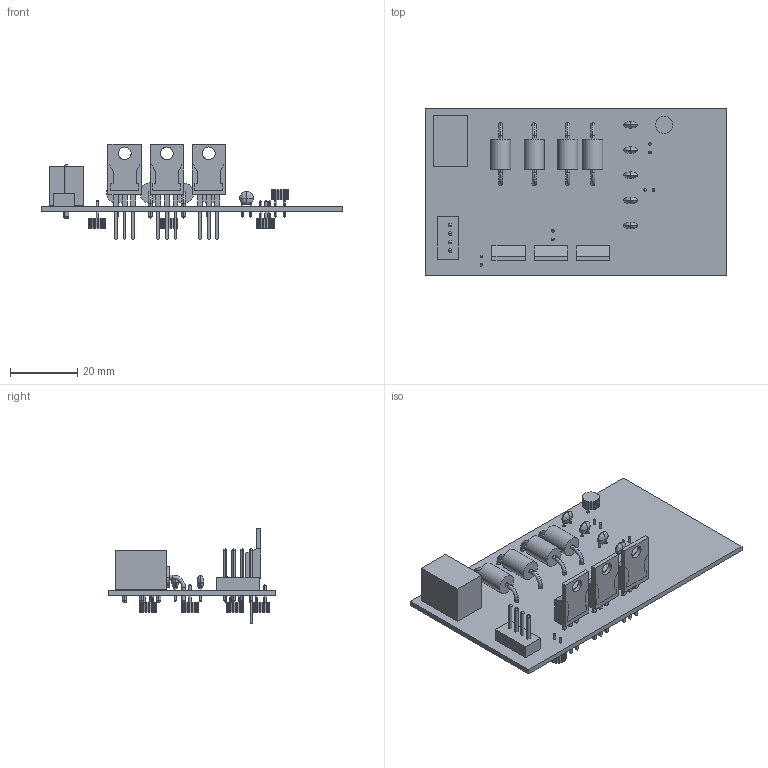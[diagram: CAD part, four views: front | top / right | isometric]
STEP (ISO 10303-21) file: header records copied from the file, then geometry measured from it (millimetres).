
FILE_DESCRIPTION(('PCB Model'),'2;1');
FILE_NAME( 'New Project.STEP', '2019-01-19T05:41:12',('Suraj'),('Unspecified'), 'Open CASCADE STEP processor 6.8','Proteus','Unknown');
FILE_SCHEMA(('CONFIG_CONTROL_DESIGN','SHAPE_APPEARANCE_LAYER_MIM'));
Length unit declared in the file: millimetre
Products named in the file (48): Open CASCADE STEP translator 6.8 1; Layer_1; J1; Open CASCADE STEP translator 6.8 1.2.1; Body_1; Pin_1; Pin_2; Pin_3; J2; Open CASCADE STEP translator 6.8 1.3.1; Pin_4; D1; Open CASCADE STEP translator 6.8 1.4.1; D2; D3; D4; U1; Open CASCADE STEP translator 6.8 1.8.1; U2; Open CASCADE STEP translator 6.8 1.9.1; U3; Open CASCADE STEP translator 6.8 1.10.1; C1; Open CASCADE STEP translator 6.8 1.11.1; C4; C5; C8; C10; C2; Open CASCADE STEP translator 6.8 1.16.1; C3; C6; C7; C9
Assembly tree (60 placements, depth 4):
  Open CASCADE STEP translator 6.8 1
    Layer_1
    J1
      Open CASCADE STEP translator 6.8 1.2.1
        Body_1
        Pin_1
        Pin_2
        Pin_3
    J2
      Open CASCADE STEP translator 6.8 1.3.1
        Body_1
        Pin_1
        Pin_2
        Pin_3
        Pin_4
    D1
      Open CASCADE STEP translator 6.8 1.4.1
        Body_1
        Pin_1
        Pin_2
    D2
      Open CASCADE STEP translator 6.8 1.4.1
        Body_1
        Pin_1
        Pin_2
    D3
      Open CASCADE STEP translator 6.8 1.4.1
        Body_1
        Pin_1
        Pin_2
    D4
      Open CASCADE STEP translator 6.8 1.4.1
        Body_1
        Pin_1
        Pin_2
    U1
      Open CASCADE STEP translator 6.8 1.8.1
        Body_1
    U2
      Open CASCADE STEP translator 6.8 1.9.1
        Body_1
    U3
      Open CASCADE STEP translator 6.8 1.10.1
        Body_1
    C1
      Open CASCADE STEP translator 6.8 1.11.1
        Body_1
        Pin_1
        Pin_2
    C4
      Open CASCADE STEP translator 6.8 1.11.1
        Body_1
        Pin_1
        Pin_2
    C5
      Open CASCADE STEP translator 6.8 1.11.1
        Body_1
        Pin_1
        Pin_2
    C8
Bounding box: 90 x 50 x 28.62 mm (x, y, z)
Volume: 12061.1 mm3; surface area: 14949.6 mm2
Topology: 55 solids, 55 shells, 738 faces, 1923 edges, 1124 vertices
Faces by surface type: plane 354, cylinder 180, sphere 140, bspline 40, torus 16, extrusion 8
Entity records: 12005 total; most frequent: CARTESIAN_POINT 1946, DIRECTION 1549, ORIENTED_EDGE 1414, EDGE_CURVE 707, AXIS2_PLACEMENT_3D 613, VERTEX_POINT 460, FACE_BOUND 383, EDGE_LOOP 383
